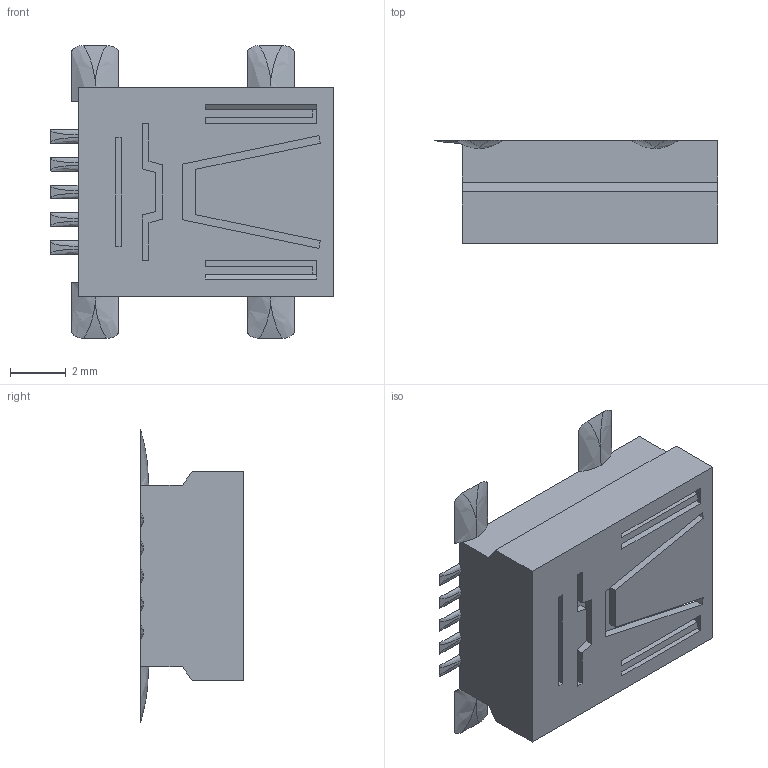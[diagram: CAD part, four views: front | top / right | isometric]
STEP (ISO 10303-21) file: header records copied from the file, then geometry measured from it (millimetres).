
FILE_DESCRIPTION (( 'STEP AP203' ), '1' );
FILE_NAME ('USB.step_Default_sldprt.STEP', '2024-05-06T01:25:27', ( '' ), ( '' ), 'SwSTEP 2.0', 'SolidWorks 2021', '' );
FILE_SCHEMA (( 'CONFIG_CONTROL_DESIGN' ));
Length unit declared in the file: millimetre
Products named in the file (1): USB.step_Default_sldprt
Bounding box: 10.15 x 3.7 x 10.5 mm (x, y, z)
Volume: 135.4 mm3; surface area: 594.4 mm2
Topology: 11 solids, 11 shells, 150 faces, 374 edges, 252 vertices
Faces by surface type: plane 113, cylinder 19, bspline 18
Entity records: 5346 total; most frequent: CARTESIAN_POINT 1824, ORIENTED_EDGE 748, DIRECTION 592, EDGE_CURVE 374, VECTOR 306, LINE 306, VERTEX_POINT 252, EDGE_LOOP 166
